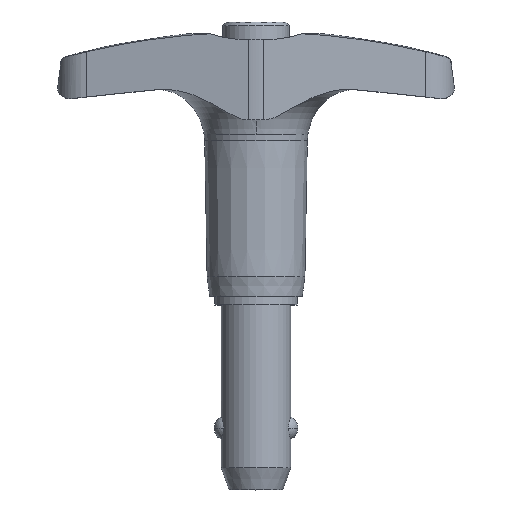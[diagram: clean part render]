
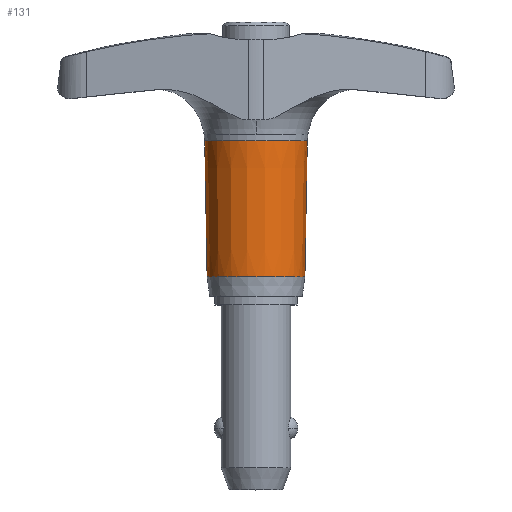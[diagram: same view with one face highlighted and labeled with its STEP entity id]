
A CAD part, top view. The second image highlights one B-rep face of the part: STEP entity #131.
In plain terms, the highlighted conical face has half-angle 1 degrees and reference radius 5.71 mm.
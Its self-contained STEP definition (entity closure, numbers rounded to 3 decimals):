
#131=ADVANCED_FACE('',(#315),#316,.T.);
#315=FACE_OUTER_BOUND('',#554,.T.);
#316=CONICAL_SURFACE('',#555,5.71,0.017);
#554=EDGE_LOOP('',(#874,#875,#876,#877));
#555=AXIS2_PLACEMENT_3D('',#878,#879,#880);
#874=ORIENTED_EDGE('',*,*,#1536,.T.);
#875=ORIENTED_EDGE('',*,*,#1537,.F.);
#876=ORIENTED_EDGE('',*,*,#1538,.T.);
#877=ORIENTED_EDGE('',*,*,#1539,.T.);
#878=CARTESIAN_POINT('',(0.0,10.959,0.0));
#879=DIRECTION('',(-0.0,1.0,-0.0));
#880=DIRECTION('',(1.0,0.0,0.0));
#1536=EDGE_CURVE('',#1879,#1880,#1881,.T.);
#1537=EDGE_CURVE('',#1882,#1880,#1883,.T.);
#1538=EDGE_CURVE('',#1882,#1884,#1885,.T.);
#1539=EDGE_CURVE('',#1884,#1879,#1886,.T.);
#1879=VERTEX_POINT('',#2706);
#1880=VERTEX_POINT('',#2707);
#1881=LINE('',#2708,#2709);
#1882=VERTEX_POINT('',#2710);
#1883=CIRCLE('',#2711,5.845);
#1884=VERTEX_POINT('',#2712);
#1885=LINE('',#2713,#2714);
#1886=CIRCLE('',#2715,5.575);
#2706=CARTESIAN_POINT('',(5.575,3.216,0.0));
#2707=CARTESIAN_POINT('',(5.845,18.702,0.));
#2708=CARTESIAN_POINT('',(5.71,10.959,0.));
#2709=VECTOR('',#3930,1.0);
#2710=CARTESIAN_POINT('',(-5.845,18.702,0.0));
#2711=AXIS2_PLACEMENT_3D('',#3931,#3932,#3933);
#2712=CARTESIAN_POINT('',(-5.575,3.216,0.));
#2713=CARTESIAN_POINT('',(-5.71,10.959,0.));
#2714=VECTOR('',#3934,1.0);
#2715=AXIS2_PLACEMENT_3D('',#3935,#3936,#3937);
#3930=DIRECTION('',(0.017,1.,0.));
#3931=CARTESIAN_POINT('',(0.0,18.702,0.0));
#3932=DIRECTION('',(0.0,1.0,0.0));
#3933=DIRECTION('',(-1.0,0.0,0.0));
#3934=DIRECTION('',(0.017,-1.,0.));
#3935=CARTESIAN_POINT('',(0.0,3.216,0.0));
#3936=DIRECTION('',(-0.0,1.0,0.0));
#3937=DIRECTION('',(1.0,0.0,0.0));
